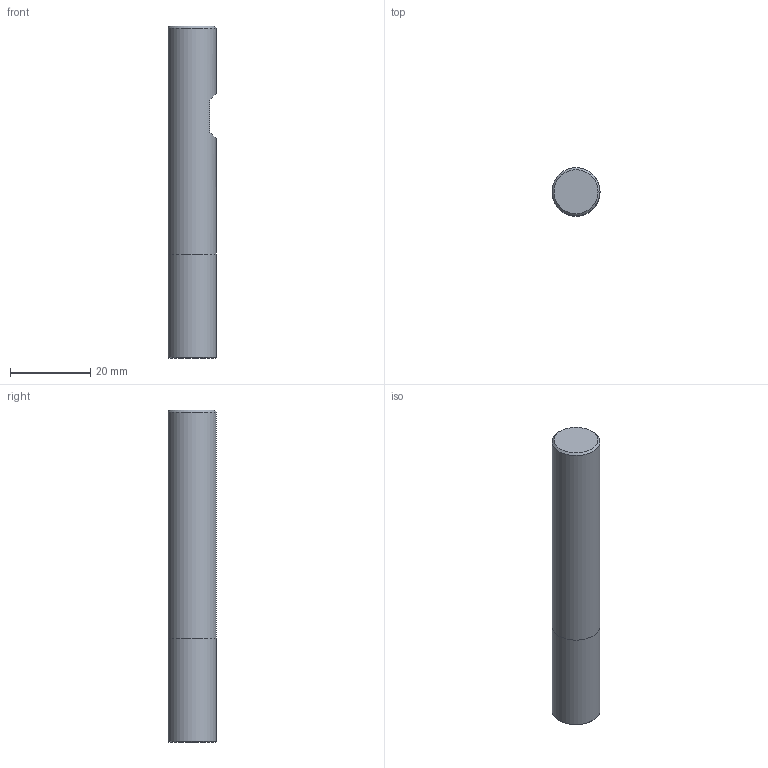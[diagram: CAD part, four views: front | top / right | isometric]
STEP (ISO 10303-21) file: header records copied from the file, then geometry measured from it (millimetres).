
FILE_DESCRIPTION(/* description */ (''),/* implementation_level */ '2;1');
FILE_NAME(/* name */ '1578490128643.stp',/* time_stamp */ '2020-01-08T14:29:14+01:00',/* author */ (''),/* organization */ ('SMS'),/* preprocessor_version */ 'ST-DEVELOPER v16.7',/* originating_system */ 'SIEMENS PLM Software NX 12.0',/* authorisation */ '');
FILE_SCHEMA (('AUTOMOTIVE_DESIGN { 1 0 10303 214 3 1 1 1 }'));
Length unit declared in the file: millimetre
Products named in the file (1): 201742557mod000_03
Bounding box: 12 x 12 x 83 mm (x, y, z)
Volume: 9298.7 mm3; surface area: 3566.6 mm2
Topology: 2 solids, 2 shells, 11 faces, 25 edges, 28 vertices
Faces by surface type: plane 7, cylinder 2, cone 2
Full cylindrical faces by diameter (mm): 12 x2
Entity records: 368 total; most frequent: CARTESIAN_POINT 59, DIRECTION 55, ORIENTED_EDGE 24, AXIS2_PLACEMENT_3D 23, EDGE_LOOP 16, STYLED_ITEM 15, PRESENTATION_STYLE_ASSIGNMENT 15, EDGE_CURVE 12
